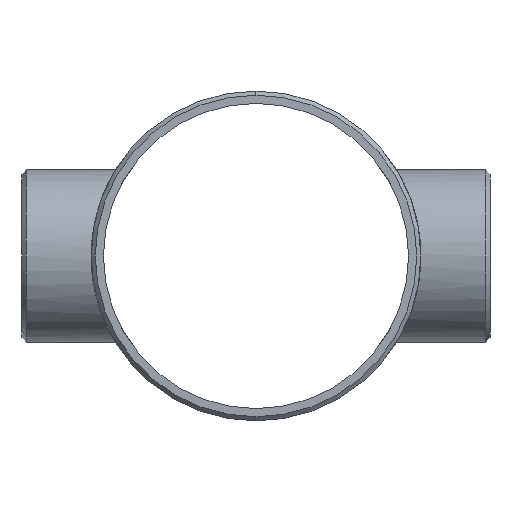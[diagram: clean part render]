
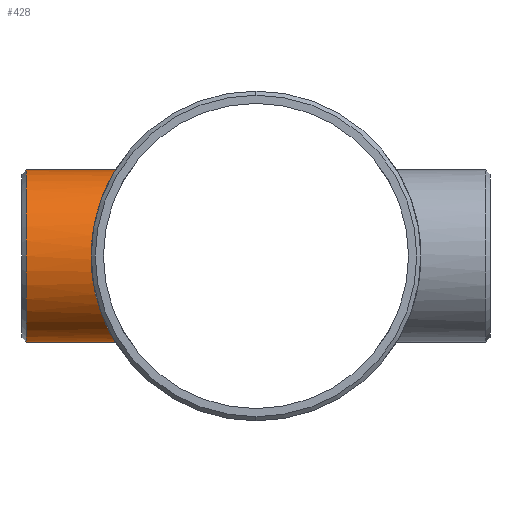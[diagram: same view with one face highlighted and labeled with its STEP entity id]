
A CAD part, left-side view. The second image highlights one B-rep face of the part: STEP entity #428.
In plain terms, the highlighted cylindrical face has radius 57.15 mm (diameter 114.3 mm), a partial arc.
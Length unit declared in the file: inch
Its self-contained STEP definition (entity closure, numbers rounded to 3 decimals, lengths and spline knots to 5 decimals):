
#1 = CARTESIAN_POINT ( 'NONE',  ( -1.31528, 3.90696, -1.82589 ) ) ;
#8 = CARTESIAN_POINT ( 'NONE',  ( -0.59071, 3.72548, -2.17235 ) ) ;
#14 = CARTESIAN_POINT ( 'NONE',  ( -2.16097, 4.26671, -0.62779 ) ) ;
#40 = DIRECTION ( 'NONE',  ( 0., -1., 0. ) ) ;
#69 = CARTESIAN_POINT ( 'NONE',  ( -2.24252, 4.3086, 0.18715 ) ) ;
#103 = CARTESIAN_POINT ( 'NONE',  ( -2.01732, 4.19551, -1.0072 ) ) ;
#109 = CARTESIAN_POINT ( 'NONE',  ( -2.01661, 4.19516, 1.00882 ) ) ;
#145 = DIRECTION ( 'NONE',  ( 0., 0., 1. ) ) ;
#147 = ORIENTED_EDGE ( 'NONE', *, *, #518, .T. ) ;
#158 = CARTESIAN_POINT ( 'NONE',  ( 0., 6.12, -2.25 ) ) ;
#160 = CARTESIAN_POINT ( 'NONE',  ( -2.17219, 4.27238, 0.59128 ) ) ;
#169 = B_SPLINE_CURVE_WITH_KNOTS ( 'NONE', 3,
 ( #443, #470, #405, #807, #8, #1087, #1206, #1105, #491, #1190, #691, #801, #1, #1198, #881, #302, #1095, #391, #296, #204, #595, #194, #983, #892, #103, #1188, #956, #14, #1103, #890, #584, #1080, #905, #879, #396, #1053, #69, #799, #1260, #294, #160, #210, #603, #899, #706, #109, #506, #267, #1281, #389, #463, #593, #770, #1168, #980, #1195, #762, #1160, #659, #275, #681, #696, #688, #1093, #1008, #1111 ),
 .UNSPECIFIED., .F., .F.,
 ( 4, 2, 2, 2, 2, 2, 2, 2, 2, 2, 2, 2, 2, 2, 2, 2, 2, 2, 2, 2, 2, 2, 2, 2, 2, 2, 2, 2, 2, 2, 2, 2, 4 ),
 ( 0., 0.01138, 0.01707, 0.01992, 0.02276, 0.03414, 0.03699, 0.03983, 0.04552, 0.05121, 0.05406, 0.0569, 0.06828, 0.07397, 0.07682, 0.07966, 0.09104, 0.09389, 0.09673, 0.10242, 0.10811, 0.11096, 0.1138, 0.12518, 0.12803, 0.13087, 0.13656, 0.14794, 0.15932, 0.16501, 0.16786, 0.1707, 0.18208 ),
 .UNSPECIFIED. ) ;
#172 = DIRECTION ( 'NONE',  ( 0., -1., 0. ) ) ;
#194 = CARTESIAN_POINT ( 'NONE',  ( -1.82516, 4.10682, -1.3163 ) ) ;
#201 = AXIS2_PLACEMENT_3D ( 'NONE', #1256, #1036, #145 ) ;
#204 = CARTESIAN_POINT ( 'NONE',  ( -1.7589, 4.0778, -1.4036 ) ) ;
#210 = CARTESIAN_POINT ( 'NONE',  ( -2.13934, 4.2558, 0.69794 ) ) ;
#257 = EDGE_CURVE ( 'NONE', #393, #851, #1135, .T. ) ;
#267 = CARTESIAN_POINT ( 'NONE',  ( -1.84497, 4.11567, 1.28838 ) ) ;
#275 = CARTESIAN_POINT ( 'NONE',  ( -0.62642, 3.7318, 2.16136 ) ) ;
#278 = CARTESIAN_POINT ( 'NONE',  ( 0., 6.12, 0. ) ) ;
#294 = CARTESIAN_POINT ( 'NONE',  ( -2.19053, 4.28175, 0.51925 ) ) ;
#296 = CARTESIAN_POINT ( 'NONE',  ( -1.68963, 4.04824, -1.48759 ) ) ;
#302 = CARTESIAN_POINT ( 'NONE',  ( -1.4858, 3.96738, -1.69119 ) ) ;
#335 = VECTOR ( 'NONE', #811, 39.37008 ) ;
#366 = VECTOR ( 'NONE', #40, 39.37008 ) ;
#389 = CARTESIAN_POINT ( 'NONE',  ( -1.78002, 4.08696, 1.37672 ) ) ;
#391 = CARTESIAN_POINT ( 'NONE',  ( -1.64106, 4.02816, -1.54098 ) ) ;
#393 = VERTEX_POINT ( 'NONE', #887 ) ;
#396 = CARTESIAN_POINT ( 'NONE',  ( -2.24911, 4.31204, 0.07372 ) ) ;
#405 = CARTESIAN_POINT ( 'NONE',  ( -0.30032, 3.68842, -2.23481 ) ) ;
#428 = ADVANCED_FACE ( 'NONE', ( #775 ), #1171, .T. ) ;
#430 = AXIS2_PLACEMENT_3D ( 'NONE', #278, #172, #567 ) ;
#443 = CARTESIAN_POINT ( 'NONE',  ( 0., 3.67902, -2.25 ) ) ;
#463 = CARTESIAN_POINT ( 'NONE',  ( -1.75738, 4.07714, 1.4055 ) ) ;
#470 = CARTESIAN_POINT ( 'NONE',  ( -0.15178, 3.67902, -2.25 ) ) ;
#491 = CARTESIAN_POINT ( 'NONE',  ( -0.83692, 3.77286, -2.08888 ) ) ;
#496 = VERTEX_POINT ( 'NONE', #1239 ) ;
#506 = CARTESIAN_POINT ( 'NONE',  ( -1.94692, 4.16177, 1.13722 ) ) ;
#518 = EDGE_CURVE ( 'NONE', #953, #393, #1263, .T. ) ;
#555 = ORIENTED_EDGE ( 'NONE', *, *, #964, .F. ) ;
#567 = DIRECTION ( 'NONE',  ( 0., 0., -1. ) ) ;
#584 = CARTESIAN_POINT ( 'NONE',  ( -2.19794, 4.28557, -0.48263 ) ) ;
#593 = CARTESIAN_POINT ( 'NONE',  ( -1.68783, 4.04749, 1.48963 ) ) ;
#595 = CARTESIAN_POINT ( 'NONE',  ( -1.78139, 4.08756, -1.37495 ) ) ;
#603 = CARTESIAN_POINT ( 'NONE',  ( -2.12749, 4.24985, 0.73326 ) ) ;
#659 = CARTESIAN_POINT ( 'NONE',  ( -0.73257, 3.7506, 2.12869 ) ) ;
#681 = CARTESIAN_POINT ( 'NONE',  ( -0.59058, 3.72594, 2.17143 ) ) ;
#688 = CARTESIAN_POINT ( 'NONE',  ( -0.48122, 3.71018, 2.19825 ) ) ;
#691 = CARTESIAN_POINT ( 'NONE',  ( -1.13403, 3.84812, -1.94879 ) ) ;
#696 = CARTESIAN_POINT ( 'NONE',  ( -0.51797, 3.71513, 2.18989 ) ) ;
#706 = CARTESIAN_POINT ( 'NONE',  ( -2.08839, 4.23041, 0.83816 ) ) ;
#762 = CARTESIAN_POINT ( 'NONE',  ( -1.00339, 3.81114, 2.01916 ) ) ;
#770 = CARTESIAN_POINT ( 'NONE',  ( -1.63911, 4.02736, 1.54305 ) ) ;
#775 = FACE_OUTER_BOUND ( 'NONE', #922, .T. ) ;
#799 = CARTESIAN_POINT ( 'NONE',  ( -2.23125, 4.30274, 0.29944 ) ) ;
#801 = CARTESIAN_POINT ( 'NONE',  ( -1.28541, 3.897, -1.84704 ) ) ;
#807 = CARTESIAN_POINT ( 'NONE',  ( -0.51867, 3.71469, -2.19066 ) ) ;
#811 = DIRECTION ( 'NONE',  ( 0., -1., 0. ) ) ;
#827 = LINE ( 'NONE', #1012, #335 ) ;
#851 = VERTEX_POINT ( 'NONE', #1089 ) ;
#877 = ORIENTED_EDGE ( 'NONE', *, *, #1147, .T. ) ;
#879 = CARTESIAN_POINT ( 'NONE',  ( -2.25003, 4.31251, 0.03601 ) ) ;
#881 = CARTESIAN_POINT ( 'NONE',  ( -1.4021, 3.93705, -1.76009 ) ) ;
#887 = CARTESIAN_POINT ( 'NONE',  ( 0., 6.01267, -2.25 ) ) ;
#890 = CARTESIAN_POINT ( 'NONE',  ( -2.18964, 4.28131, -0.51902 ) ) ;
#892 = CARTESIAN_POINT ( 'NONE',  ( -1.94814, 4.16235, -1.13513 ) ) ;
#899 = CARTESIAN_POINT ( 'NONE',  ( -2.10199, 4.23714, 0.80345 ) ) ;
#905 = CARTESIAN_POINT ( 'NONE',  ( -2.24989, 4.31245, -0.15187 ) ) ;
#922 = EDGE_LOOP ( 'NONE', ( #555, #147, #1271, #877 ) ) ;
#953 = VERTEX_POINT ( 'NONE', #1122 ) ;
#956 = CARTESIAN_POINT ( 'NONE',  ( -2.12791, 4.25003, -0.73492 ) ) ;
#964 = EDGE_CURVE ( 'NONE', #953, #496, #827, .T. ) ;
#980 = CARTESIAN_POINT ( 'NONE',  ( -1.37451, 3.92571, 1.78736 ) ) ;
#983 = CARTESIAN_POINT ( 'NONE',  ( -1.84633, 4.11628, -1.28643 ) ) ;
#1008 = CARTESIAN_POINT ( 'NONE',  ( -0.14956, 3.67902, 2.25 ) ) ;
#1012 = CARTESIAN_POINT ( 'NONE',  ( 0., 6.12, 2.25 ) ) ;
#1036 = DIRECTION ( 'NONE',  ( 0., -1., 0. ) ) ;
#1053 = CARTESIAN_POINT ( 'NONE',  ( -2.24535, 4.31008, 0.14942 ) ) ;
#1080 = CARTESIAN_POINT ( 'NONE',  ( -2.23488, 4.30456, -0.30002 ) ) ;
#1087 = CARTESIAN_POINT ( 'NONE',  ( -0.69766, 3.74442, -2.13943 ) ) ;
#1089 = CARTESIAN_POINT ( 'NONE',  ( 0., 3.67902, -2.25 ) ) ;
#1093 = CARTESIAN_POINT ( 'NONE',  ( -0.29773, 3.68816, 2.23524 ) ) ;
#1095 = CARTESIAN_POINT ( 'NONE',  ( -1.53914, 3.98772, -1.64278 ) ) ;
#1103 = CARTESIAN_POINT ( 'NONE',  ( -2.17117, 4.27189, -0.59154 ) ) ;
#1105 = CARTESIAN_POINT ( 'NONE',  ( -0.80262, 3.76539, -2.1023 ) ) ;
#1111 = CARTESIAN_POINT ( 'NONE',  ( 0., 3.67902, 2.25 ) ) ;
#1122 = CARTESIAN_POINT ( 'NONE',  ( 0., 6.01267, 2.25 ) ) ;
#1135 = LINE ( 'NONE', #158, #366 ) ;
#1147 = EDGE_CURVE ( 'NONE', #851, #496, #169, .T. ) ;
#1160 = CARTESIAN_POINT ( 'NONE',  ( -0.80153, 3.76475, 2.10366 ) ) ;
#1168 = CARTESIAN_POINT ( 'NONE',  ( -1.48591, 3.96665, 1.69569 ) ) ;
#1171 = CYLINDRICAL_SURFACE ( 'NONE', #430, 2.25 ) ;
#1188 = CARTESIAN_POINT ( 'NONE',  ( -2.10259, 4.23738, -0.80436 ) ) ;
#1190 = CARTESIAN_POINT ( 'NONE',  ( -1.0061, 3.81183, -2.01787 ) ) ;
#1195 = CARTESIAN_POINT ( 'NONE',  ( -1.13134, 3.84731, 1.95039 ) ) ;
#1198 = CARTESIAN_POINT ( 'NONE',  ( -1.37358, 3.92698, -1.78244 ) ) ;
#1206 = CARTESIAN_POINT ( 'NONE',  ( -0.73304, 3.75118, -2.12756 ) ) ;
#1239 = CARTESIAN_POINT ( 'NONE',  ( 0., 3.67902, 2.25 ) ) ;
#1256 = CARTESIAN_POINT ( 'NONE',  ( 0., 6.01267, 0. ) ) ;
#1260 = CARTESIAN_POINT ( 'NONE',  ( -2.22006, 4.29694, 0.37333 ) ) ;
#1263 = CIRCLE ( 'NONE', #201, 2.25 ) ;
#1271 = ORIENTED_EDGE ( 'NONE', *, *, #257, .T. ) ;
#1281 = CARTESIAN_POINT ( 'NONE',  ( -1.82383, 4.10623, 1.31814 ) ) ;
